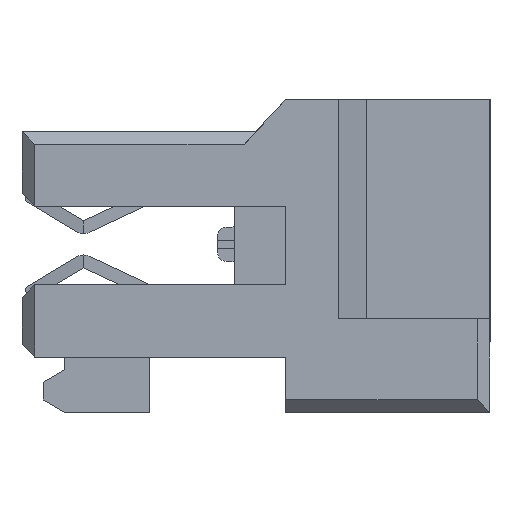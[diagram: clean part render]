
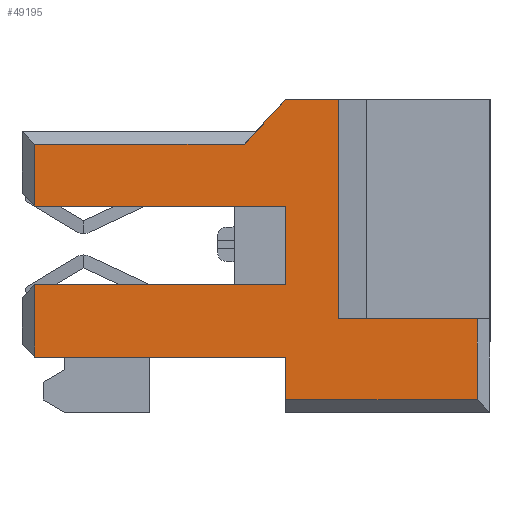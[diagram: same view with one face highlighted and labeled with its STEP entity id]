
A CAD part, left-side view. The second image highlights one B-rep face of the part: STEP entity #49195.
In plain terms, the highlighted face is planar.
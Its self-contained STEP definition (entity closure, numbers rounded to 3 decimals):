
#3600=ORIENTED_EDGE('',*,*,#14380,.T.);
#3601=ORIENTED_EDGE('',*,*,#13501,.T.);
#3602=ORIENTED_EDGE('',*,*,#14386,.T.);
#3603=ORIENTED_EDGE('',*,*,#14387,.T.);
#3604=ORIENTED_EDGE('',*,*,#13689,.T.);
#3605=ORIENTED_EDGE('',*,*,#13684,.T.);
#3606=ORIENTED_EDGE('',*,*,#14373,.T.);
#3607=ORIENTED_EDGE('',*,*,#14388,.T.);
#3608=ORIENTED_EDGE('',*,*,#14389,.T.);
#3609=ORIENTED_EDGE('',*,*,#14390,.T.);
#3610=ORIENTED_EDGE('',*,*,#13497,.T.);
#3611=ORIENTED_EDGE('',*,*,#13494,.T.);
#3612=ORIENTED_EDGE('',*,*,#14378,.T.);
#3613=ORIENTED_EDGE('',*,*,#14391,.T.);
#13494=EDGE_CURVE('',#19007,#19009,#22652,.T.);
#13497=EDGE_CURVE('',#19010,#19007,#22655,.T.);
#13501=EDGE_CURVE('',#19013,#19015,#22659,.T.);
#13684=EDGE_CURVE('',#19150,#19148,#22810,.T.);
#13689=EDGE_CURVE('',#19152,#19150,#22815,.T.);
#14373=EDGE_CURVE('',#19148,#19689,#23448,.T.);
#14378=EDGE_CURVE('',#19009,#19692,#23453,.T.);
#14380=EDGE_CURVE('',#19694,#19013,#23455,.T.);
#14386=EDGE_CURVE('',#19015,#19696,#23461,.T.);
#14387=EDGE_CURVE('',#19696,#19152,#23462,.T.);
#14388=EDGE_CURVE('',#19689,#19697,#23463,.T.);
#14389=EDGE_CURVE('',#19697,#19698,#23464,.T.);
#14390=EDGE_CURVE('',#19698,#19010,#23465,.T.);
#14391=EDGE_CURVE('',#19692,#19694,#23466,.T.);
#19007=VERTEX_POINT('',#65621);
#19009=VERTEX_POINT('',#65625);
#19010=VERTEX_POINT('',#65629);
#19013=VERTEX_POINT('',#65636);
#19015=VERTEX_POINT('',#65640);
#19148=VERTEX_POINT('',#66018);
#19150=VERTEX_POINT('',#66021);
#19152=VERTEX_POINT('',#66027);
#19689=VERTEX_POINT('',#67316);
#19692=VERTEX_POINT('',#67324);
#19694=VERTEX_POINT('',#67330);
#19696=VERTEX_POINT('',#67340);
#19697=VERTEX_POINT('',#67343);
#19698=VERTEX_POINT('',#67345);
#22652=LINE('',#65626,#26854);
#22655=LINE('',#65632,#26857);
#22659=LINE('',#65641,#26861);
#22810=LINE('',#66020,#27012);
#22815=LINE('',#66030,#27017);
#23448=LINE('',#67315,#27650);
#23453=LINE('',#67325,#27655);
#23455=LINE('',#67329,#27657);
#23461=LINE('',#67339,#27663);
#23462=LINE('',#67341,#27664);
#23463=LINE('',#67342,#27665);
#23464=LINE('',#67344,#27666);
#23465=LINE('',#67346,#27667);
#23466=LINE('',#67347,#27668);
#26854=VECTOR('',#54674,1000.);
#26857=VECTOR('',#54679,1000.);
#26861=VECTOR('',#54685,1000.);
#27012=VECTOR('',#55024,1000.);
#27017=VECTOR('',#55031,1000.);
#27650=VECTOR('',#55898,1000.);
#27655=VECTOR('',#55905,1000.);
#27657=VECTOR('',#55909,1000.);
#27663=VECTOR('',#55919,1000.);
#27664=VECTOR('',#55920,1000.);
#27665=VECTOR('',#55921,1000.);
#27666=VECTOR('',#55922,1000.);
#27667=VECTOR('',#55923,1000.);
#27668=VECTOR('',#55924,1000.);
#30874=EDGE_LOOP('',(#3600,#3601,#3602,#3603,#3604,#3605,#3606,#3607,#3608,
#3609,#3610,#3611,#3612,#3613));
#32890=FACE_BOUND('',#30874,.T.);
#34851=PLANE('',#51192);
#49195=ADVANCED_FACE('',(#32890),#34851,.F.);
#51192=AXIS2_PLACEMENT_3D('',#67338,#55917,#55918);
#54674=DIRECTION('',(0.,0.,-1.));
#54679=DIRECTION('',(0.,-1.,0.));
#54685=DIRECTION('',(0.,0.,-1.));
#55024=DIRECTION('',(0.,0.,1.));
#55031=DIRECTION('',(0.,1.,0.));
#55898=DIRECTION('',(0.,-1.,0.));
#55905=DIRECTION('',(0.,1.,0.));
#55909=DIRECTION('',(0.,-1.,0.));
#55917=DIRECTION('',(-1.,0.,0.));
#55918=DIRECTION('',(0.,0.,1.));
#55919=DIRECTION('',(0.,1.,0.));
#55920=DIRECTION('',(0.,0.,-1.));
#55921=DIRECTION('',(0.,0.,1.));
#55922=DIRECTION('',(0.,-1.,0.));
#55923=DIRECTION('',(0.,-0.682,-0.731));
#55924=DIRECTION('',(0.,0.,-1.));
#65621=CARTESIAN_POINT('',(13.75,0.3,2.625));
#65625=CARTESIAN_POINT('',(13.75,0.3,1.175));
#65626=CARTESIAN_POINT('',(13.75,0.3,3.675));
#65629=CARTESIAN_POINT('',(13.75,5.22,2.625));
#65632=CARTESIAN_POINT('',(13.75,11.,2.625));
#65636=CARTESIAN_POINT('',(13.75,0.3,-0.675));
#65640=CARTESIAN_POINT('',(13.75,0.3,-2.375));
#65641=CARTESIAN_POINT('',(13.75,0.3,3.675));
#66018=CARTESIAN_POINT('',(13.75,10.7,-1.475));
#66020=CARTESIAN_POINT('',(13.75,10.7,-1.475));
#66021=CARTESIAN_POINT('',(13.75,10.7,-3.375));
#66027=CARTESIAN_POINT('',(13.75,6.2,-3.375));
#66030=CARTESIAN_POINT('',(13.75,11.,-3.375));
#67315=CARTESIAN_POINT('',(13.75,11.,-1.475));
#67316=CARTESIAN_POINT('',(13.75,7.45,-1.475));
#67324=CARTESIAN_POINT('',(13.75,6.2,1.175));
#67325=CARTESIAN_POINT('',(13.75,0.,1.175));
#67329=CARTESIAN_POINT('',(13.75,6.2,-0.675));
#67330=CARTESIAN_POINT('',(13.75,6.2,-0.675));
#67338=CARTESIAN_POINT('',(13.75,11.,3.675));
#67339=CARTESIAN_POINT('',(13.75,0.,-2.375));
#67340=CARTESIAN_POINT('',(13.75,6.2,-2.375));
#67341=CARTESIAN_POINT('',(13.75,6.2,-2.375));
#67342=CARTESIAN_POINT('',(13.75,7.45,-1.475));
#67343=CARTESIAN_POINT('',(13.75,7.45,3.675));
#67344=CARTESIAN_POINT('',(13.75,11.,3.675));
#67345=CARTESIAN_POINT('',(13.75,6.2,3.675));
#67346=CARTESIAN_POINT('',(13.75,6.2,3.675));
#67347=CARTESIAN_POINT('',(13.75,6.2,1.175));
